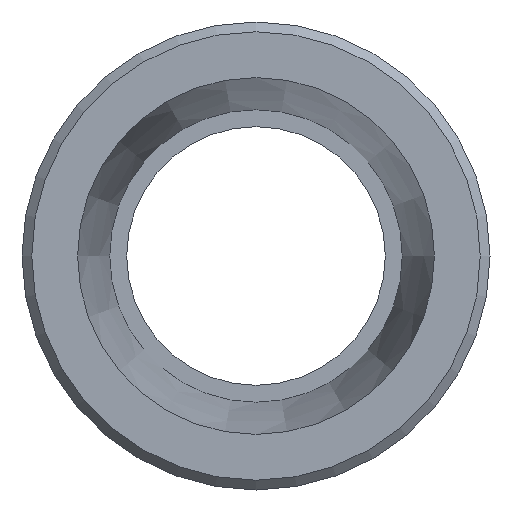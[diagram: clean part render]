
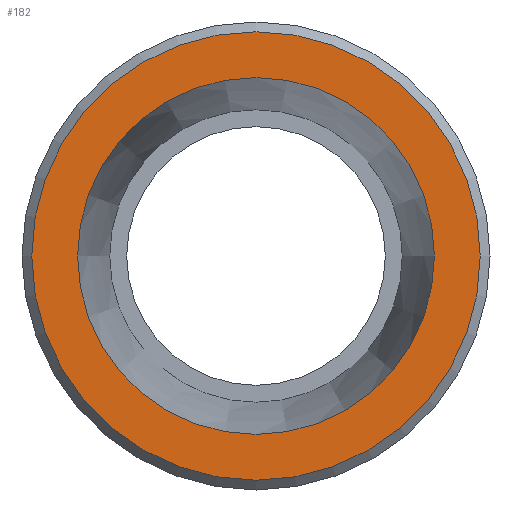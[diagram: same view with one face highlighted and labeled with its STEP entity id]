
A CAD part, left-side view. The second image highlights one B-rep face of the part: STEP entity #182.
In plain terms, the highlighted planar face has unit normal (-1, 0, 0).
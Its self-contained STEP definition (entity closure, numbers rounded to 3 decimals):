
#18=FACE_BOUND('',#53,.T.);
#22=PLANE('',#226);
#36=FACE_OUTER_BOUND('',#52,.T.);
#52=EDGE_LOOP('',(#156));
#53=EDGE_LOOP('',(#157));
#84=CIRCLE('',#225,15.25);
#85=CIRCLE('',#227,19.167);
#97=VERTEX_POINT('',#331);
#98=VERTEX_POINT('',#335);
#117=EDGE_CURVE('',#97,#97,#84,.T.);
#118=EDGE_CURVE('',#98,#98,#85,.T.);
#156=ORIENTED_EDGE('',*,*,#118,.F.);
#157=ORIENTED_EDGE('',*,*,#117,.T.);
#182=ADVANCED_FACE('',(#36,#18),#22,.T.);
#225=AXIS2_PLACEMENT_3D('',#333,#280,#281);
#226=AXIS2_PLACEMENT_3D('',#334,#282,#283);
#227=AXIS2_PLACEMENT_3D('',#336,#284,#285);
#280=DIRECTION('center_axis',(1.,0.,0.));
#281=DIRECTION('ref_axis',(0.,0.,-1.));
#282=DIRECTION('center_axis',(-1.,0.,0.));
#283=DIRECTION('ref_axis',(0.,0.,1.));
#284=DIRECTION('center_axis',(1.,0.,0.));
#285=DIRECTION('ref_axis',(0.,0.,-1.));
#331=CARTESIAN_POINT('',(-50.,-15.25,0.));
#333=CARTESIAN_POINT('Origin',(-50.,0.,0.));
#334=CARTESIAN_POINT('Origin',(-50.,19.167,0.));
#335=CARTESIAN_POINT('',(-50.,-19.167,0.));
#336=CARTESIAN_POINT('Origin',(-50.,0.,0.));
